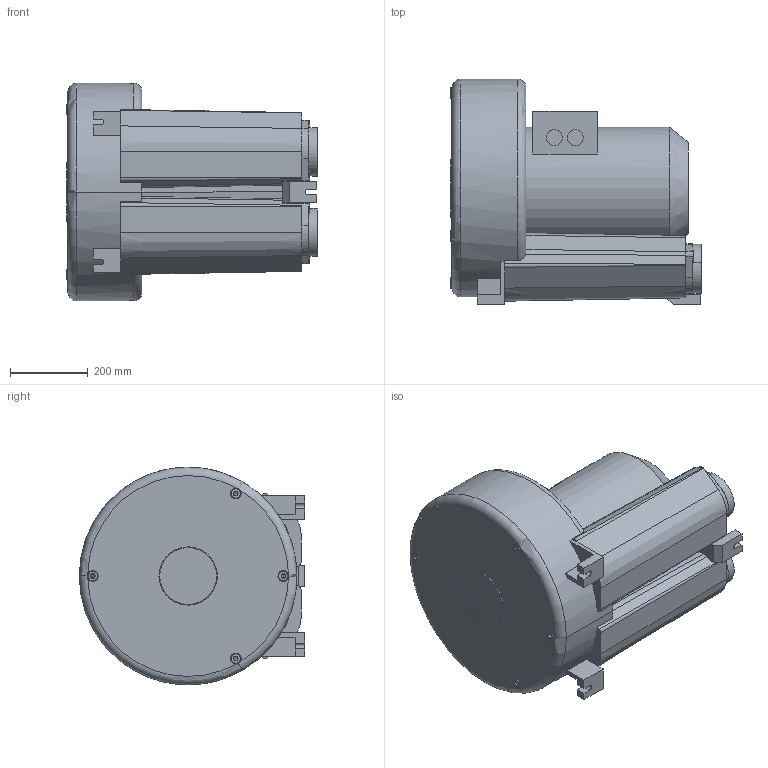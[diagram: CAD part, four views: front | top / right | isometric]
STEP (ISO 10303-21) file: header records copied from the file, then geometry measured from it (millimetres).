
FILE_DESCRIPTION((''),'2;1');
FILE_NAME('VSC1050_1MP112_7_GEWFL_ASM','2014-01-21T',('rnennstiel'),('vacuvane vacuum technology gmbh'),'PRO/ENGINEER BY PARAMETRIC TECHNOLOGY CORPORATION, 2010140','PRO/ENGINEER BY PARAMETRIC TECHNOLOGY CORPORATION, 2010140','');
FILE_SCHEMA(('AUTOMOTIVE_DESIGN_CC2 { 1 2 10303 214 -1 1 5 2 }'));
Length unit declared in the file: millimetre
Products named in the file (3): VSC1050_1MP112_7; GEWINDEFLANSCH_4_ZOLL; VSC1050_1MP112_7_GEWFL_ASM
Assembly tree (3 placements, depth 2):
  VSC1050_1MP112_7_GEWFL_ASM
    VSC1050_1MP112_7
    GEWINDEFLANSCH_4_ZOLL  x2
Bounding box: 645.4 x 580 x 560 mm (x, y, z)
Volume: 93072647.5 mm3; surface area: 2354889.9 mm2
Topology: 3 solids, 13 shells, 956 faces, 2628 edges, 1735 vertices
Faces by surface type: extrusion 414, plane 364, cylinder 131, cone 34, torus 13
Entity records: 33116 total; most frequent: CARTESIAN_POINT 10776, ORIENTED_EDGE 5012, DIRECTION 3409, EDGE_CURVE 2524, VERTEX_POINT 1677, VECTOR 1637, B_SPLINE_CURVE_WITH_KNOTS 1349, LINE 1223
